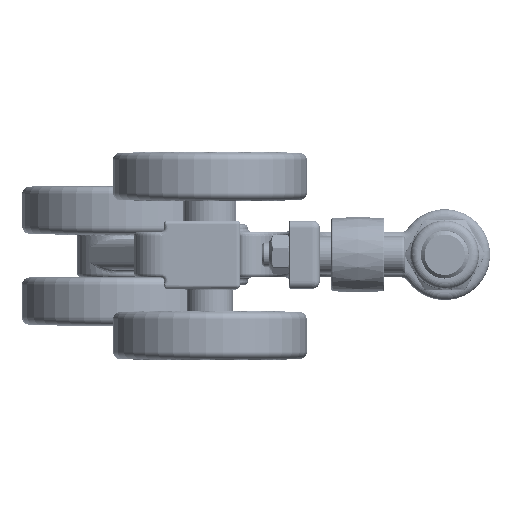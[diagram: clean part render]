
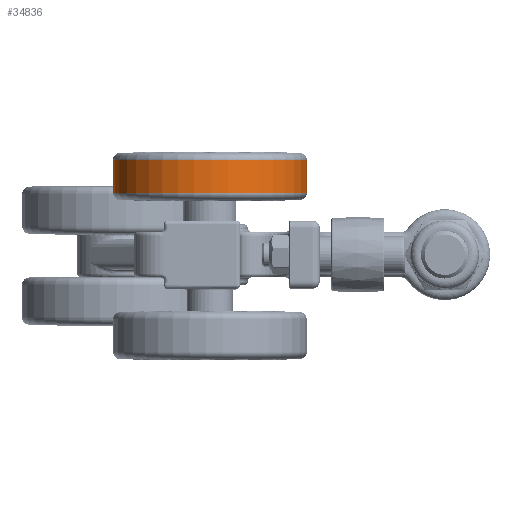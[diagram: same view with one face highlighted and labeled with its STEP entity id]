
A CAD part, left-side view. The second image highlights one B-rep face of the part: STEP entity #34836.
In plain terms, the highlighted cylindrical face has radius 40.64 mm (diameter 81.28 mm), a full revolution.
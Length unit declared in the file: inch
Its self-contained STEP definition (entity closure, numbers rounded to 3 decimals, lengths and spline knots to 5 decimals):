
#34621=CARTESIAN_POINT('',(0.0,1.6,-0.26563));
#34622=VERTEX_POINT('',#34621);
#34623=CARTESIAN_POINT('',(0.0,0.0,-0.26563));
#34624=DIRECTION('',(0.0,0.0,-1.0));
#34625=DIRECTION('',(0.0,1.0,0.0));
#34626=AXIS2_PLACEMENT_3D('',#34623,#34624,#34625);
#34627=CIRCLE('',#34626,1.6);
#34628=EDGE_CURVE('',#34622,#34622,#34627,.T.);
#34810=CARTESIAN_POINT('',(0.0,1.6,0.26563));
#34811=VERTEX_POINT('',#34810);
#34812=CARTESIAN_POINT('',(0.0,0.0,0.26563));
#34813=DIRECTION('',(0.0,0.0,-1.0));
#34814=DIRECTION('',(0.0,1.0,0.0));
#34815=AXIS2_PLACEMENT_3D('',#34812,#34813,#34814);
#34816=CIRCLE('',#34815,1.6);
#34817=EDGE_CURVE('',#34811,#34811,#34816,.T.);
#34825=CARTESIAN_POINT('',(0.0,0.0,0.));
#34826=DIRECTION('',(0.0,0.0,-1.0));
#34827=DIRECTION('',(0.0,1.0,0.0));
#34828=AXIS2_PLACEMENT_3D('',#34825,#34826,#34827);
#34829=CYLINDRICAL_SURFACE('',#34828,1.6);
#34830=ORIENTED_EDGE('',*,*,#34628,.F.);
#34831=EDGE_LOOP('',(#34830));
#34832=FACE_OUTER_BOUND('',#34831,.T.);
#34833=ORIENTED_EDGE('',*,*,#34817,.T.);
#34834=EDGE_LOOP('',(#34833));
#34835=FACE_BOUND('',#34834,.T.);
#34836=ADVANCED_FACE('',(#34832,#34835),#34829,.T.);
